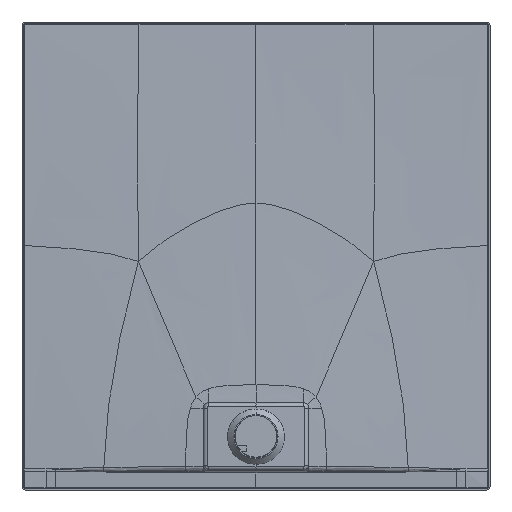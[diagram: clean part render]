
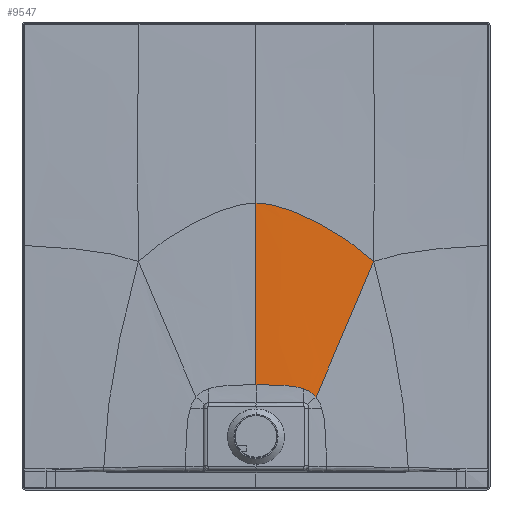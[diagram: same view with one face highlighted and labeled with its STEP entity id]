
A CAD part, front view. The second image highlights one B-rep face of the part: STEP entity #9547.
In plain terms, the highlighted free-form (B-spline) face has degree [3, 3] with [9, 8] control points.
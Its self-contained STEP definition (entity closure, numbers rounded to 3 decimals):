
#1096=CARTESIAN_POINT('',(101.029,-19.999,216.294));
#1097=CARTESIAN_POINT('',(106.843,-19.999,214.311));
#1098=CARTESIAN_POINT('',(117.109,-19.998,209.471));
#1099=CARTESIAN_POINT('',(124.971,-19.997,202.505));
#1100=CARTESIAN_POINT('',(128.378,-19.997,198.396));
#1119=CARTESIAN_POINT('',(0.,-19.999,
225.066));
#1121=CARTESIAN_POINT('',(0.,-19.999,
225.066));
#1122=CARTESIAN_POINT('',(11.658,-19.999,225.066));
#1123=CARTESIAN_POINT('',(33.167,-19.999,224.916));
#1124=CARTESIAN_POINT('',(60.433,-19.999,223.758));
#1125=CARTESIAN_POINT('',(83.12,-19.999,221.178));
#1126=CARTESIAN_POINT('',(95.474,-19.999,218.188));
#1127=CARTESIAN_POINT('',(101.029,-19.999,216.294));
#1129=CARTESIAN_POINT('',(101.029,-19.999,216.294));
#2009=CARTESIAN_POINT('',(251.39,-9.799,488.368));
#2010=CARTESIAN_POINT('',(247.443,-10.032,479.689));
#2011=CARTESIAN_POINT('',(239.733,-10.504,462.665));
#2012=CARTESIAN_POINT('',(225.166,-11.464,430.133));
#2013=CARTESIAN_POINT('',(202.109,-13.16,377.457));
#2014=CARTESIAN_POINT('',(176.016,-15.454,313.951));
#2015=CARTESIAN_POINT('',(150.793,-17.843,250.358));
#2016=CARTESIAN_POINT('',(135.676,-19.289,214.534));
#2017=CARTESIAN_POINT('',(128.378,-19.997,198.396));
#2019=DIRECTION('',(0.,-0.022,-1.));
#2020=VECTOR('',#2019,387.593);
#2021=CARTESIAN_POINT('',(0.,-11.499,
612.566));
#2022=LINE('',#2021,#2020);
#5113=CARTESIAN_POINT('',(251.39,-9.799,488.368));
#5114=CARTESIAN_POINT('',(240.26,-9.943,498.884));
#5115=CARTESIAN_POINT('',(217.986,-10.195,517.797));
#5116=CARTESIAN_POINT('',(173.967,-10.592,548.658));
#5117=CARTESIAN_POINT('',(120.498,-10.981,578.645));
#5118=CARTESIAN_POINT('',(58.831,-11.377,605.198));
#5119=CARTESIAN_POINT('',(19.311,-11.499,612.566));
#5120=CARTESIAN_POINT('',(0.,-11.499,
612.566));
#5764=VERTEX_POINT('',#1129);
#5765=VERTEX_POINT('',#1100);
#5766=VERTEX_POINT('',#1119);
#5829=VERTEX_POINT('',#2009);
#5830=CARTESIAN_POINT('',(0.,-11.499,
612.566));
#5831=VERTEX_POINT('',#5830);
#9465=CARTESIAN_POINT('',(-1.328,-20.084,
221.191));
#9466=CARTESIAN_POINT('',(16.98,-20.084,221.196));
#9467=CARTESIAN_POINT('',(48.735,-20.084,221.004));
#9468=CARTESIAN_POINT('',(84.73,-20.082,218.216));
#9469=CARTESIAN_POINT('',(106.42,-20.081,212.303));
#9470=CARTESIAN_POINT('',(119.897,-20.081,204.342));
#9471=CARTESIAN_POINT('',(125.42,-20.081,199.038));
#9472=CARTESIAN_POINT('',(127.949,-20.082,195.928));
#9473=CARTESIAN_POINT('',(-1.328,-19.348,
254.773));
#9474=CARTESIAN_POINT('',(16.969,-19.348,254.808));
#9475=CARTESIAN_POINT('',(49.196,-19.35,253.43));
#9476=CARTESIAN_POINT('',(86.943,-19.362,246.141));
#9477=CARTESIAN_POINT('',(110.594,-19.369,235.446));
#9478=CARTESIAN_POINT('',(125.925,-19.363,223.643));
#9479=CARTESIAN_POINT('',(132.506,-19.353,216.457));
#9480=CARTESIAN_POINT('',(135.619,-19.345,212.397));
#9481=CARTESIAN_POINT('',(-1.329,-17.903,
320.646));
#9482=CARTESIAN_POINT('',(16.97,-17.902,320.741));
#9483=CARTESIAN_POINT('',(50.228,-17.909,317.056));
#9484=CARTESIAN_POINT('',(91.654,-17.939,301.386));
#9485=CARTESIAN_POINT('',(119.298,-17.956,282.373));
#9486=CARTESIAN_POINT('',(138.298,-17.93,264.297));
#9487=CARTESIAN_POINT('',(146.949,-17.895,254.116));
#9488=CARTESIAN_POINT('',(151.203,-17.871,248.538));
#9489=CARTESIAN_POINT('',(-1.331,-15.749,
418.81));
#9490=CARTESIAN_POINT('',(16.975,-15.749,418.98));
#9491=CARTESIAN_POINT('',(51.853,-15.744,412.366));
#9492=CARTESIAN_POINT('',(99.287,-15.739,386.659));
#9493=CARTESIAN_POINT('',(133.679,-15.705,358.417));
#9494=CARTESIAN_POINT('',(158.872,-15.598,333.57));
#9495=CARTESIAN_POINT('',(170.962,-15.504,320.039));
#9496=CARTESIAN_POINT('',(177.088,-15.444,312.666));
#9497=CARTESIAN_POINT('',(-1.344,-13.978,
499.538));
#9498=CARTESIAN_POINT('',(17.13,-13.979,499.741));
#9499=CARTESIAN_POINT('',(53.521,-13.939,491.827));
#9500=CARTESIAN_POINT('',(106.379,-13.812,462.04));
#9501=CARTESIAN_POINT('',(147.566,-13.65,429.924));
#9502=CARTESIAN_POINT('',(179.486,-13.417,401.093));
#9503=CARTESIAN_POINT('',(195.371,-13.246,384.894));
#9504=CARTESIAN_POINT('',(203.537,-13.142,375.889));
#9505=CARTESIAN_POINT('',(-1.379,-12.739,
556.048));
#9506=CARTESIAN_POINT('',(17.566,-12.741,556.251));
#9507=CARTESIAN_POINT('',(55.495,-12.661,548.341));
#9508=CARTESIAN_POINT('',(112.727,-12.404,519.013));
#9509=CARTESIAN_POINT('',(159.706,-12.126,487.047));
#9510=CARTESIAN_POINT('',(197.671,-11.798,456.561));
#9511=CARTESIAN_POINT('',(216.959,-11.575,438.563));
#9512=CARTESIAN_POINT('',(226.906,-11.441,428.358));
#9513=CARTESIAN_POINT('',(-1.41,-12.011,
589.225));
#9514=CARTESIAN_POINT('',(17.962,-12.014,589.422));
#9515=CARTESIAN_POINT('',(57.015,-11.909,581.774));
#9516=CARTESIAN_POINT('',(117.059,-11.57,553.66));
#9517=CARTESIAN_POINT('',(167.751,-11.224,522.61));
#9518=CARTESIAN_POINT('',(209.592,-10.848,491.515));
#9519=CARTESIAN_POINT('',(231.02,-10.599,472.539));
#9520=CARTESIAN_POINT('',(242.064,-10.452,461.667));
#9521=CARTESIAN_POINT('',(-1.431,-11.637,
606.257));
#9522=CARTESIAN_POINT('',(18.22,-11.64,606.448));
#9523=CARTESIAN_POINT('',(57.943,-11.523,599.022));
#9524=CARTESIAN_POINT('',(119.529,-11.14,571.846));
#9525=CARTESIAN_POINT('',(172.234,-10.761,541.538));
#9526=CARTESIAN_POINT('',(216.154,-10.365,510.251));
#9527=CARTESIAN_POINT('',(238.71,-10.106,490.807));
#9528=CARTESIAN_POINT('',(250.321,-9.953,479.613));
#9529=CARTESIAN_POINT('',(-1.443,-11.441,
615.216));
#9530=CARTESIAN_POINT('',(18.373,-11.444,615.403));
#9531=CARTESIAN_POINT('',(58.476,-11.32,608.114));
#9532=CARTESIAN_POINT('',(120.904,-10.914,581.508));
#9533=CARTESIAN_POINT('',(174.693,-10.52,551.653));
#9534=CARTESIAN_POINT('',(219.721,-10.115,520.291));
#9535=CARTESIAN_POINT('',(242.869,-9.851,500.612));
#9536=CARTESIAN_POINT('',(254.775,-9.695,489.258));
#9537=B_SPLINE_SURFACE_WITH_KNOTS('',3,3,((#9465,#9466,#9467,#9468,#9469,#9470,
#9471,#9472),(#9473,#9474,#9475,#9476,#9477,#9478,#9479,#9480),(#9481,#9482,
#9483,#9484,#9485,#9486,#9487,#9488),(#9489,#9490,#9491,#9492,#9493,#9494,#9495,
#9496),(#9497,#9498,#9499,#9500,#9501,#9502,#9503,#9504),(#9505,#9506,#9507,
#9508,#9509,#9510,#9511,#9512),(#9513,#9514,#9515,#9516,#9517,#9518,#9519,
#9520),(#9521,#9522,#9523,#9524,#9525,#9526,#9527,#9528),(#9529,#9530,#9531,
#9532,#9533,#9534,#9535,#9536)),.UNSPECIFIED.,.F.,.F.,.F.,(4,1,1,1,1,1,4),(4,1,
1,1,1,4),(-0.005,0.125,0.25,0.375,0.438,0.469,
0.503),(-0.003,0.125,0.25,0.375,0.438,
0.504),.UNSPECIFIED.);
#9539=ORIENTED_EDGE('',*,*,#9538,.F.);
#9541=ORIENTED_EDGE('',*,*,#9540,.F.);
#9542=ORIENTED_EDGE('',*,*,#9458,.T.);
#9543=ORIENTED_EDGE('',*,*,#7665,.F.);
#9544=ORIENTED_EDGE('',*,*,#7724,.F.);
#9545=EDGE_LOOP('',(#9539,#9541,#9542,#9543,#9544));
#9546=FACE_OUTER_BOUND('',#9545,.F.);
#9547=ADVANCED_FACE('',(#9546),#9537,.F.);
#1101=B_SPLINE_CURVE_WITH_KNOTS('',3,(#1096,#1097,#1098,#1099,#1100),
.UNSPECIFIED.,.F.,.F.,(4,1,4),(0.,0.5,1.),.UNSPECIFIED.);
#1128=B_SPLINE_CURVE_WITH_KNOTS('',3,(#1121,#1122,#1123,#1124,#1125,#1126,
#1127),.UNSPECIFIED.,.F.,.F.,(4,1,1,1,4),(0.,0.25,
0.5,0.75,1.),.UNSPECIFIED.);
#2018=B_SPLINE_CURVE_WITH_KNOTS('',3,(#2009,#2010,#2011,#2012,#2013,#2014,#2015,
#2016,#2017),.UNSPECIFIED.,.F.,.F.,(4,1,1,1,1,1,4),(0.,0.063,
0.125,0.25,0.5,0.75,1.),
.UNSPECIFIED.);
#5121=B_SPLINE_CURVE_WITH_KNOTS('',3,(#5113,#5114,#5115,#5116,#5117,#5118,#5119,
#5120),.UNSPECIFIED.,.F.,.F.,(4,1,1,1,1,4),(0.,0.125,
0.25,0.5,0.75,1.),.UNSPECIFIED.);
#7665=EDGE_CURVE('',#5764,#5765,#1101,.T.);
#7724=EDGE_CURVE('',#5766,#5764,#1128,.T.);
#9458=EDGE_CURVE('',#5829,#5765,#2018,.T.);
#9538=EDGE_CURVE('',#5831,#5766,#2022,.T.);
#9540=EDGE_CURVE('',#5829,#5831,#5121,.T.);
